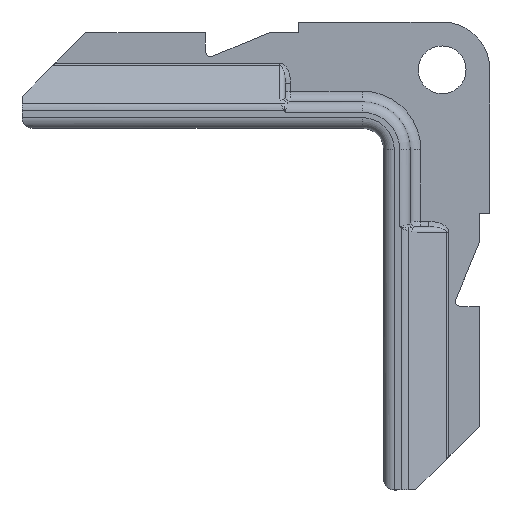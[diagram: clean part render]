
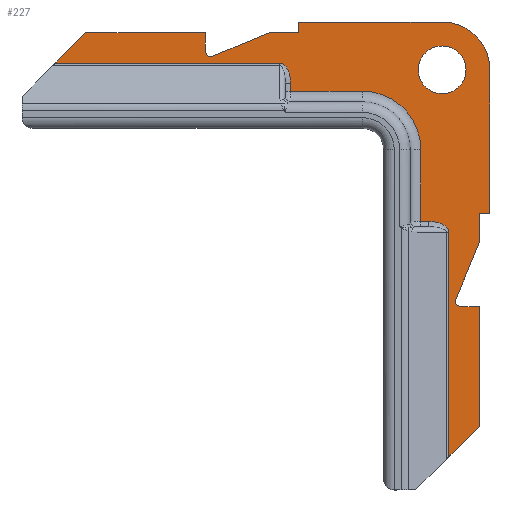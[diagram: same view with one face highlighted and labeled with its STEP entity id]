
A CAD part, top view. The second image highlights one B-rep face of the part: STEP entity #227.
In plain terms, the highlighted planar face has unit normal (0, 0, 1).
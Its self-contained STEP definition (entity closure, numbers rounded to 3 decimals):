
#161=FACE_BOUND('',#475,.T.);
#162=FACE_BOUND('',#476,.T.);
#167=ELLIPSE('',#1892,3.774,2.);
#168=ELLIPSE('',#1894,3.774,2.);
#227=ADVANCED_FACE('',(#161,#162),#330,.T.);
#330=PLANE('',#1897);
#475=EDGE_LOOP('',(#667,#668,#669,#670,#671,#672,#673,#674,#675,#676,#677,
#678,#679,#680,#681,#682,#683,#684,#685,#686,#687,#688,#689,#690,#691,#692));
#476=EDGE_LOOP('',(#693));
#585=CIRCLE('',#1890,9.);
#586=CIRCLE('',#1891,1.);
#587=CIRCLE('',#1893,11.);
#588=CIRCLE('',#1895,1.);
#589=CIRCLE('',#1896,4.5);
#667=ORIENTED_EDGE('',*,*,#1357,.F.);
#668=ORIENTED_EDGE('',*,*,#1358,.T.);
#669=ORIENTED_EDGE('',*,*,#1359,.T.);
#670=ORIENTED_EDGE('',*,*,#1360,.F.);
#671=ORIENTED_EDGE('',*,*,#1361,.F.);
#672=ORIENTED_EDGE('',*,*,#1362,.F.);
#673=ORIENTED_EDGE('',*,*,#1363,.F.);
#674=ORIENTED_EDGE('',*,*,#1364,.F.);
#675=ORIENTED_EDGE('',*,*,#1365,.F.);
#676=ORIENTED_EDGE('',*,*,#1366,.F.);
#677=ORIENTED_EDGE('',*,*,#1367,.F.);
#678=ORIENTED_EDGE('',*,*,#1368,.F.);
#679=ORIENTED_EDGE('',*,*,#1369,.F.);
#680=ORIENTED_EDGE('',*,*,#1370,.T.);
#681=ORIENTED_EDGE('',*,*,#1371,.T.);
#682=ORIENTED_EDGE('',*,*,#1372,.T.);
#683=ORIENTED_EDGE('',*,*,#1373,.T.);
#684=ORIENTED_EDGE('',*,*,#1374,.T.);
#685=ORIENTED_EDGE('',*,*,#1375,.T.);
#686=ORIENTED_EDGE('',*,*,#1376,.T.);
#687=ORIENTED_EDGE('',*,*,#1377,.T.);
#688=ORIENTED_EDGE('',*,*,#1378,.T.);
#689=ORIENTED_EDGE('',*,*,#1379,.T.);
#690=ORIENTED_EDGE('',*,*,#1380,.T.);
#691=ORIENTED_EDGE('',*,*,#1381,.F.);
#692=ORIENTED_EDGE('',*,*,#1382,.F.);
#693=ORIENTED_EDGE('',*,*,#1383,.T.);
#1195=VERTEX_POINT('',#2575);
#1196=VERTEX_POINT('',#2576);
#1197=VERTEX_POINT('',#2578);
#1198=VERTEX_POINT('',#2580);
#1199=VERTEX_POINT('',#2582);
#1200=VERTEX_POINT('',#2584);
#1201=VERTEX_POINT('',#2586);
#1202=VERTEX_POINT('',#2588);
#1203=VERTEX_POINT('',#2590);
#1204=VERTEX_POINT('',#2592);
#1205=VERTEX_POINT('',#2594);
#1206=VERTEX_POINT('',#2596);
#1207=VERTEX_POINT('',#2598);
#1208=VERTEX_POINT('',#2600);
#1209=VERTEX_POINT('',#2602);
#1210=VERTEX_POINT('',#2604);
#1211=VERTEX_POINT('',#2606);
#1212=VERTEX_POINT('',#2608);
#1213=VERTEX_POINT('',#2610);
#1214=VERTEX_POINT('',#2612);
#1215=VERTEX_POINT('',#2614);
#1216=VERTEX_POINT('',#2616);
#1217=VERTEX_POINT('',#2618);
#1218=VERTEX_POINT('',#2620);
#1219=VERTEX_POINT('',#2622);
#1220=VERTEX_POINT('',#2624);
#1221=VERTEX_POINT('',#2627);
#1357=EDGE_CURVE('',#1195,#1196,#585,.T.);
#1358=EDGE_CURVE('',#1195,#1197,#1615,.T.);
#1359=EDGE_CURVE('',#1197,#1198,#1616,.T.);
#1360=EDGE_CURVE('',#1199,#1198,#1617,.T.);
#1361=EDGE_CURVE('',#1200,#1199,#1618,.T.);
#1362=EDGE_CURVE('',#1201,#1200,#586,.T.);
#1363=EDGE_CURVE('',#1202,#1201,#1619,.T.);
#1364=EDGE_CURVE('',#1203,#1202,#1620,.T.);
#1365=EDGE_CURVE('',#1204,#1203,#1621,.T.);
#1366=EDGE_CURVE('',#1205,#1204,#1622,.T.);
#1367=EDGE_CURVE('',#1206,#1205,#167,.T.);
#1368=EDGE_CURVE('',#1207,#1206,#1623,.T.);
#1369=EDGE_CURVE('',#1208,#1207,#1624,.T.);
#1370=EDGE_CURVE('',#1208,#1209,#587,.T.);
#1371=EDGE_CURVE('',#1209,#1210,#1625,.T.);
#1372=EDGE_CURVE('',#1210,#1211,#1626,.T.);
#1373=EDGE_CURVE('',#1211,#1212,#168,.T.);
#1374=EDGE_CURVE('',#1212,#1213,#1627,.T.);
#1375=EDGE_CURVE('',#1213,#1214,#1628,.T.);
#1376=EDGE_CURVE('',#1214,#1215,#1629,.T.);
#1377=EDGE_CURVE('',#1215,#1216,#1630,.T.);
#1378=EDGE_CURVE('',#1216,#1217,#588,.T.);
#1379=EDGE_CURVE('',#1217,#1218,#1631,.T.);
#1380=EDGE_CURVE('',#1218,#1219,#1632,.T.);
#1381=EDGE_CURVE('',#1220,#1219,#1633,.T.);
#1382=EDGE_CURVE('',#1196,#1220,#1634,.T.);
#1383=EDGE_CURVE('',#1221,#1221,#589,.T.);
#1615=LINE('',#2577,#1753);
#1616=LINE('',#2579,#1754);
#1617=LINE('',#2581,#1755);
#1618=LINE('',#2583,#1756);
#1619=LINE('',#2587,#1757);
#1620=LINE('',#2589,#1758);
#1621=LINE('',#2591,#1759);
#1622=LINE('',#2593,#1760);
#1623=LINE('',#2597,#1761);
#1624=LINE('',#2599,#1762);
#1625=LINE('',#2603,#1763);
#1626=LINE('',#2605,#1764);
#1627=LINE('',#2609,#1765);
#1628=LINE('',#2611,#1766);
#1629=LINE('',#2613,#1767);
#1630=LINE('',#2615,#1768);
#1631=LINE('',#2619,#1769);
#1632=LINE('',#2621,#1770);
#1633=LINE('',#2623,#1771);
#1634=LINE('',#2625,#1772);
#1753=VECTOR('',#2087,1.);
#1754=VECTOR('',#2088,1.);
#1755=VECTOR('',#2089,1.);
#1756=VECTOR('',#2090,1.);
#1757=VECTOR('',#2093,1.);
#1758=VECTOR('',#2094,1.);
#1759=VECTOR('',#2095,1.);
#1760=VECTOR('',#2096,1.);
#1761=VECTOR('',#2099,1.);
#1762=VECTOR('',#2100,1.);
#1763=VECTOR('',#2103,1.);
#1764=VECTOR('',#2104,1.);
#1765=VECTOR('',#2107,1.);
#1766=VECTOR('',#2108,1.);
#1767=VECTOR('',#2109,1.);
#1768=VECTOR('',#2110,1.);
#1769=VECTOR('',#2113,1.);
#1770=VECTOR('',#2114,1.);
#1771=VECTOR('',#2115,1.);
#1772=VECTOR('',#2116,1.);
#1890=AXIS2_PLACEMENT_3D('',#2574,#2085,#2086);
#1891=AXIS2_PLACEMENT_3D('',#2585,#2091,#2092);
#1892=AXIS2_PLACEMENT_3D('',#2595,#2097,#2098);
#1893=AXIS2_PLACEMENT_3D('',#2601,#2101,#2102);
#1894=AXIS2_PLACEMENT_3D('',#2607,#2105,#2106);
#1895=AXIS2_PLACEMENT_3D('',#2617,#2111,#2112);
#1896=AXIS2_PLACEMENT_3D('',#2626,#2117,#2118);
#1897=AXIS2_PLACEMENT_3D('',#2628,#2119,#2120);
#2085=DIRECTION('',(0.,0.,-1.));
#2086=DIRECTION('',(1.,0.,0.));
#2087=DIRECTION('',(-1.,0.,0.));
#2088=DIRECTION('',(0.,-1.,0.));
#2089=DIRECTION('',(1.,0.,0.));
#2090=DIRECTION('',(0.923,0.385,0.));
#2091=DIRECTION('',(0.,0.,1.));
#2092=DIRECTION('',(0.,1.,0.));
#2093=DIRECTION('',(0.,-1.,0.));
#2094=DIRECTION('',(1.,0.,0.));
#2095=DIRECTION('',(0.707,0.707,0.));
#2096=DIRECTION('',(-1.,0.,0.));
#2097=DIRECTION('',(0.,0.,1.));
#2098=DIRECTION('',(0.,-1.,0.));
#2099=DIRECTION('',(0.,1.,0.));
#2100=DIRECTION('',(-1.,0.,0.));
#2101=DIRECTION('',(0.,0.,-1.));
#2102=DIRECTION('',(1.,0.,0.));
#2103=DIRECTION('',(0.,-1.,0.));
#2104=DIRECTION('',(1.,0.,0.));
#2105=DIRECTION('',(0.,0.,-1.));
#2106=DIRECTION('',(-1.,0.,0.));
#2107=DIRECTION('',(0.,-1.,0.));
#2108=DIRECTION('',(0.707,0.707,0.));
#2109=DIRECTION('',(0.,1.,0.));
#2110=DIRECTION('',(-1.,0.,0.));
#2111=DIRECTION('',(0.,0.,-1.));
#2112=DIRECTION('',(1.,0.,0.));
#2113=DIRECTION('',(0.385,0.923,0.));
#2114=DIRECTION('',(0.,1.,0.));
#2115=DIRECTION('',(-1.,0.,0.));
#2116=DIRECTION('',(0.,-1.,0.));
#2117=DIRECTION('',(0.,0.,-1.));
#2118=DIRECTION('',(-1.,0.,0.));
#2119=DIRECTION('',(0.,0.,1.));
#2120=DIRECTION('',(1.,0.,0.));
#2574=CARTESIAN_POINT('',(11.,11.,2.5));
#2575=CARTESIAN_POINT('',(11.,20.,2.5));
#2576=CARTESIAN_POINT('',(20.,11.,2.5));
#2577=CARTESIAN_POINT('',(11.,20.,2.5));
#2578=CARTESIAN_POINT('',(-16.,20.,2.5));
#2579=CARTESIAN_POINT('',(-16.,20.,2.5));
#2580=CARTESIAN_POINT('',(-16.,18.,2.5));
#2581=CARTESIAN_POINT('',(-68.,18.,2.5));
#2582=CARTESIAN_POINT('',(-21.5,18.,2.5));
#2583=CARTESIAN_POINT('',(-14.399,20.959,2.5));
#2584=CARTESIAN_POINT('',(-32.115,13.577,2.5));
#2585=CARTESIAN_POINT('',(-32.5,14.5,2.5));
#2586=CARTESIAN_POINT('',(-33.5,14.5,2.5));
#2587=CARTESIAN_POINT('',(-33.5,-4.,2.5));
#2588=CARTESIAN_POINT('',(-33.5,18.,2.5));
#2589=CARTESIAN_POINT('',(-68.,18.,2.5));
#2590=CARTESIAN_POINT('',(-56.,18.,2.5));
#2591=CARTESIAN_POINT('',(-41.,33.,2.5));
#2592=CARTESIAN_POINT('',(-61.713,12.287,2.5));
#2593=CARTESIAN_POINT('',(-68.,12.287,2.5));
#2594=CARTESIAN_POINT('',(-19.5,12.287,2.5));
#2595=CARTESIAN_POINT('',(-19.5,8.513,2.5));
#2596=CARTESIAN_POINT('',(-17.5,8.513,2.5));
#2597=CARTESIAN_POINT('',(-17.5,-4.,2.5));
#2598=CARTESIAN_POINT('',(-17.5,7.,2.5));
#2599=CARTESIAN_POINT('',(-18.5,7.,2.5));
#2600=CARTESIAN_POINT('',(-4.,7.,2.5));
#2601=CARTESIAN_POINT('',(-4.,-4.,2.5));
#2602=CARTESIAN_POINT('',(7.,-4.,2.5));
#2603=CARTESIAN_POINT('',(7.,-18.5,2.5));
#2604=CARTESIAN_POINT('',(7.,-17.5,2.5));
#2605=CARTESIAN_POINT('',(-4.,-17.5,2.5));
#2606=CARTESIAN_POINT('',(8.513,-17.5,2.5));
#2607=CARTESIAN_POINT('',(8.513,-19.5,2.5));
#2608=CARTESIAN_POINT('',(12.287,-19.5,2.5));
#2609=CARTESIAN_POINT('',(12.287,-68.,2.5));
#2610=CARTESIAN_POINT('',(12.287,-61.713,2.5));
#2611=CARTESIAN_POINT('',(33.,-41.,2.5));
#2612=CARTESIAN_POINT('',(18.,-56.,2.5));
#2613=CARTESIAN_POINT('',(18.,-68.,2.5));
#2614=CARTESIAN_POINT('',(18.,-33.5,2.5));
#2615=CARTESIAN_POINT('',(-4.,-33.5,2.5));
#2616=CARTESIAN_POINT('',(14.5,-33.5,2.5));
#2617=CARTESIAN_POINT('',(14.5,-32.5,2.5));
#2618=CARTESIAN_POINT('',(13.577,-32.115,2.5));
#2619=CARTESIAN_POINT('',(20.959,-14.399,2.5));
#2620=CARTESIAN_POINT('',(18.,-21.5,2.5));
#2621=CARTESIAN_POINT('',(18.,-68.,2.5));
#2622=CARTESIAN_POINT('',(18.,-16.,2.5));
#2623=CARTESIAN_POINT('',(20.,-16.,2.5));
#2624=CARTESIAN_POINT('',(20.,-16.,2.5));
#2625=CARTESIAN_POINT('',(20.,11.,2.5));
#2626=CARTESIAN_POINT('',(11.,11.,2.5));
#2627=CARTESIAN_POINT('',(6.5,11.,2.5));
#2628=CARTESIAN_POINT('',(-4.,-4.,2.5));
